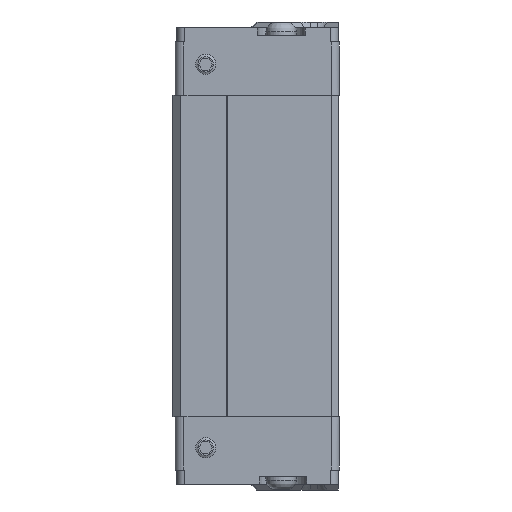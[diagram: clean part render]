
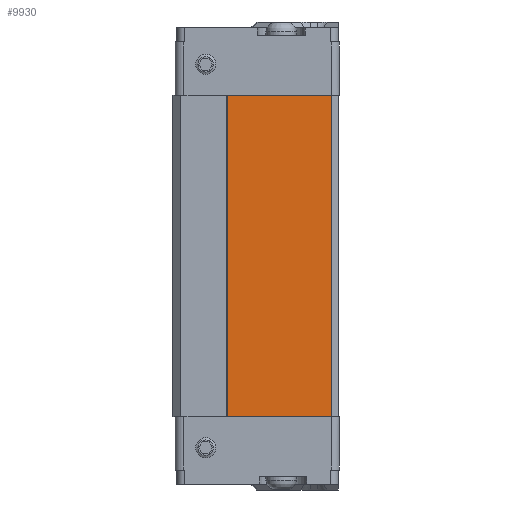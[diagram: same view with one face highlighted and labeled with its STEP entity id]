
A CAD part, left-side view. The second image highlights one B-rep face of the part: STEP entity #9930.
In plain terms, the highlighted planar face has unit normal (-1, 0, 0).
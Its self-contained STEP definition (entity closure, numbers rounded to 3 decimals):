
#638=PLANE('',#10843);
#1168=FACE_OUTER_BOUND('',#1730,.T.);
#1730=EDGE_LOOP('',(#9248,#9249,#9250,#9251));
#2626=LINE('',#16434,#3628);
#2680=LINE('',#16600,#3682);
#2733=LINE('',#16736,#3735);
#2734=LINE('',#16738,#3736);
#3628=VECTOR('',#13273,10.);
#3682=VECTOR('',#13443,10.);
#3735=VECTOR('',#13622,10.);
#3736=VECTOR('',#13625,10.);
#4943=VERTEX_POINT('',#16431);
#4944=VERTEX_POINT('',#16433);
#4997=VERTEX_POINT('',#16597);
#4998=VERTEX_POINT('',#16599);
#6281=EDGE_CURVE('',#4943,#4944,#2626,.T.);
#6364=EDGE_CURVE('',#4997,#4998,#2680,.T.);
#6431=EDGE_CURVE('',#4943,#4998,#2733,.T.);
#6432=EDGE_CURVE('',#4944,#4997,#2734,.T.);
#9248=ORIENTED_EDGE('',*,*,#6431,.T.);
#9249=ORIENTED_EDGE('',*,*,#6364,.F.);
#9250=ORIENTED_EDGE('',*,*,#6432,.F.);
#9251=ORIENTED_EDGE('',*,*,#6281,.F.);
#9930=ADVANCED_FACE('',(#1168),#638,.T.);
#10843=AXIS2_PLACEMENT_3D('',#16737,#13623,#13624);
#13273=DIRECTION('',(0.,1.,0.));
#13443=DIRECTION('',(0.,-1.,0.));
#13622=DIRECTION('',(0.,0.,1.));
#13623=DIRECTION('center_axis',(-1.,0.,0.));
#13624=DIRECTION('ref_axis',(0.,-1.,0.));
#13625=DIRECTION('',(0.,0.,1.));
#16431=CARTESIAN_POINT('',(-16.85,-14.35,-20.1));
#16433=CARTESIAN_POINT('',(-16.85,-1.35,-20.1));
#16434=CARTESIAN_POINT('',(-16.85,-1.35,-20.1));
#16597=CARTESIAN_POINT('',(-16.85,-1.35,20.1));
#16599=CARTESIAN_POINT('',(-16.85,-14.35,20.1));
#16600=CARTESIAN_POINT('',(-16.85,-1.35,20.1));
#16736=CARTESIAN_POINT('',(-16.85,-14.35,0.));
#16737=CARTESIAN_POINT('Origin',(-16.85,-1.35,0.));
#16738=CARTESIAN_POINT('',(-16.85,-1.35,0.));
